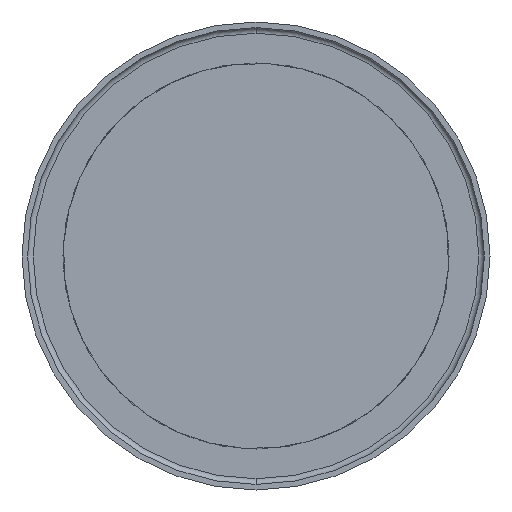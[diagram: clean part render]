
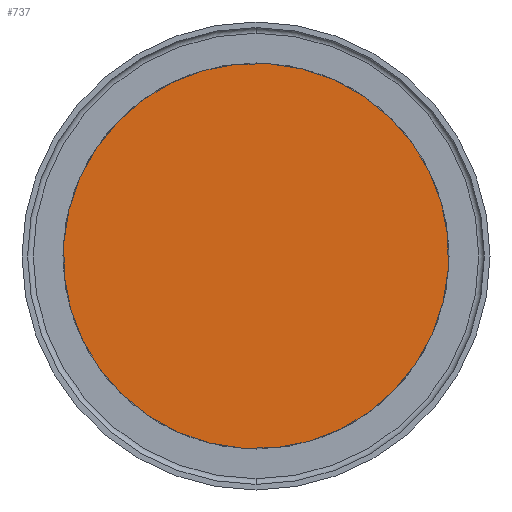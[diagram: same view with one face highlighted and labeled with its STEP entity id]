
A CAD part, front view. The second image highlights one B-rep face of the part: STEP entity #737.
In plain terms, the highlighted planar face has unit normal (0, -1, 0).
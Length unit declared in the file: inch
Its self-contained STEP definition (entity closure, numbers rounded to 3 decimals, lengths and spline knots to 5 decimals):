
#1 = AXIS2_PLACEMENT_3D ( 'NONE', #767, #464, #702 ) ;
#7 = ORIENTED_EDGE ( 'NONE', *, *, #220, .F. ) ;
#108 = FACE_OUTER_BOUND ( 'NONE', #562, .T. ) ;
#146 = DIRECTION ( 'NONE',  ( 0., 1., 0. ) ) ;
#220 = EDGE_CURVE ( 'NONE', #814, #756, #490, .T. ) ;
#247 = ORIENTED_EDGE ( 'NONE', *, *, #596, .F. ) ;
#257 = PLANE ( 'NONE',  #681 ) ;
#343 = CARTESIAN_POINT ( 'NONE',  ( 0., 0.027, 0. ) ) ;
#364 = CIRCLE ( 'NONE', #1, 1.0295 ) ;
#419 = DIRECTION ( 'NONE',  ( -0.069, 0., -0.998 ) ) ;
#444 = CARTESIAN_POINT ( 'NONE',  ( 0.07142, 0.027, 1.02702 ) ) ;
#464 = DIRECTION ( 'NONE',  ( 0., 1., 0. ) ) ;
#472 = DIRECTION ( 'NONE',  ( 0., 1., 0. ) ) ;
#490 = CIRCLE ( 'NONE', #808, 1.0295 ) ;
#508 = CARTESIAN_POINT ( 'NONE',  ( 0.99709, 0.027, -0.06933 ) ) ;
#562 = EDGE_LOOP ( 'NONE', ( #7, #247 ) ) ;
#596 = EDGE_CURVE ( 'NONE', #756, #814, #364, .T. ) ;
#604 = CARTESIAN_POINT ( 'NONE',  ( -0.07142, 0.027, -1.02702 ) ) ;
#624 = DIRECTION ( 'NONE',  ( -0.069, 0., -0.998 ) ) ;
#681 = AXIS2_PLACEMENT_3D ( 'NONE', #508, #472, #624 ) ;
#702 = DIRECTION ( 'NONE',  ( -0.069, 0., -0.998 ) ) ;
#737 = ADVANCED_FACE ( 'NONE', ( #108 ), #257, .F. ) ;
#756 = VERTEX_POINT ( 'NONE', #444 ) ;
#767 = CARTESIAN_POINT ( 'NONE',  ( 0., 0.027, 0. ) ) ;
#808 = AXIS2_PLACEMENT_3D ( 'NONE', #343, #146, #419 ) ;
#814 = VERTEX_POINT ( 'NONE', #604 ) ;
